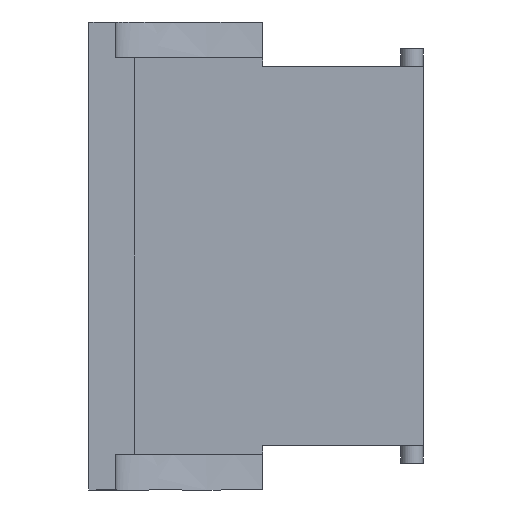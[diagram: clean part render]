
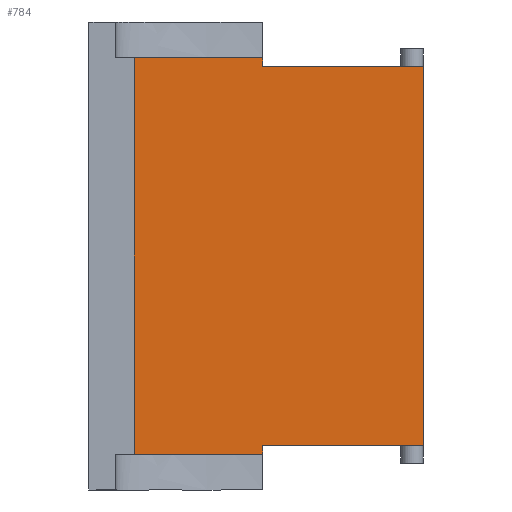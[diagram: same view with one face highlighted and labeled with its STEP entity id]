
A CAD part, left-side view. The second image highlights one B-rep face of the part: STEP entity #784.
In plain terms, the highlighted planar face has unit normal (-1, 0, 0).
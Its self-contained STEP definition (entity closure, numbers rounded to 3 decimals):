
#1 = LINE ( 'NONE', #150, #253 ) ;
#12 = EDGE_CURVE ( 'NONE', #1530, #1893, #1798, .T. ) ;
#94 = DIRECTION ( 'NONE',  ( 0., -1., 0. ) ) ;
#98 = DIRECTION ( 'NONE',  ( 0., -1., 0. ) ) ;
#134 = CARTESIAN_POINT ( 'NONE',  ( 5.519, 35.5, 52.5 ) ) ;
#150 = CARTESIAN_POINT ( 'NONE',  ( 5.519, 31.5, 52.5 ) ) ;
#179 = LINE ( 'NONE', #2212, #763 ) ;
#198 = EDGE_CURVE ( 'NONE', #1165, #2405, #1391, .T. ) ;
#216 = CARTESIAN_POINT ( 'NONE',  ( 5.519, 31.5, -52.5 ) ) ;
#228 = CARTESIAN_POINT ( 'NONE',  ( 5.519, 31.5, -44.5 ) ) ;
#236 = EDGE_CURVE ( 'NONE', #1797, #2138, #2129, .T. ) ;
#253 = VECTOR ( 'NONE', #2029, 1000. ) ;
#261 = ORIENTED_EDGE ( 'NONE', *, *, #842, .F. ) ;
#282 = VECTOR ( 'NONE', #2328, 1000. ) ;
#290 = CARTESIAN_POINT ( 'NONE',  ( 5.519, 31.5, 44.5 ) ) ;
#319 = AXIS2_PLACEMENT_3D ( 'NONE', #402, #2113, #1141 ) ;
#357 = VECTOR ( 'NONE', #1041, 1000. ) ;
#402 = CARTESIAN_POINT ( 'NONE',  ( 5.519, -37.5, -52.575 ) ) ;
#415 = CARTESIAN_POINT ( 'NONE',  ( 5.519, -1.5, -44.5 ) ) ;
#420 = VERTEX_POINT ( 'NONE', #626 ) ;
#433 = ORIENTED_EDGE ( 'NONE', *, *, #12, .F. ) ;
#436 = VERTEX_POINT ( 'NONE', #1956 ) ;
#460 = CARTESIAN_POINT ( 'NONE',  ( 5.519, -37.5, -52.575 ) ) ;
#471 = CARTESIAN_POINT ( 'NONE',  ( 5.519, -37.5, -42.5 ) ) ;
#546 = ORIENTED_EDGE ( 'NONE', *, *, #1118, .F. ) ;
#572 = ORIENTED_EDGE ( 'NONE', *, *, #2350, .F. ) ;
#626 = CARTESIAN_POINT ( 'NONE',  ( 5.519, -1.5, -44.5 ) ) ;
#630 = VERTEX_POINT ( 'NONE', #1627 ) ;
#727 = EDGE_CURVE ( 'NONE', #420, #811, #2085, .T. ) ;
#751 = ORIENTED_EDGE ( 'NONE', *, *, #727, .F. ) ;
#763 = VECTOR ( 'NONE', #2013, 1000. ) ;
#765 = EDGE_CURVE ( 'NONE', #811, #436, #1157, .T. ) ;
#784 = ADVANCED_FACE ( 'NONE', ( #2096 ), #1556, .F. ) ;
#801 = VECTOR ( 'NONE', #1190, 1000. ) ;
#811 = VERTEX_POINT ( 'NONE', #228 ) ;
#842 = EDGE_CURVE ( 'NONE', #2250, #1797, #2170, .T. ) ;
#885 = CARTESIAN_POINT ( 'NONE',  ( 5.519, -37.5, -52.5 ) ) ;
#923 = ORIENTED_EDGE ( 'NONE', *, *, #236, .F. ) ;
#1002 = ORIENTED_EDGE ( 'NONE', *, *, #198, .T. ) ;
#1011 = LINE ( 'NONE', #1576, #1542 ) ;
#1041 = DIRECTION ( 'NONE',  ( 0., -1., 0. ) ) ;
#1055 = ORIENTED_EDGE ( 'NONE', *, *, #765, .F. ) ;
#1116 = DIRECTION ( 'NONE',  ( 0., 1., 0. ) ) ;
#1118 = EDGE_CURVE ( 'NONE', #1165, #630, #1233, .T. ) ;
#1141 = DIRECTION ( 'NONE',  ( 0., 0., -1. ) ) ;
#1156 = EDGE_CURVE ( 'NONE', #1893, #1961, #1011, .T. ) ;
#1157 = LINE ( 'NONE', #216, #801 ) ;
#1165 = VERTEX_POINT ( 'NONE', #471 ) ;
#1190 = DIRECTION ( 'NONE',  ( 0., 0., -1. ) ) ;
#1208 = EDGE_CURVE ( 'NONE', #1961, #2405, #1243, .T. ) ;
#1233 = LINE ( 'NONE', #2189, #2415 ) ;
#1236 = EDGE_LOOP ( 'NONE', ( #2180, #433, #2413, #923, #261, #1968, #1055, #751, #572, #546, #1002, #1308 ) ) ;
#1243 = LINE ( 'NONE', #2374, #1615 ) ;
#1246 = DIRECTION ( 'NONE',  ( 0., 0., 1. ) ) ;
#1308 = ORIENTED_EDGE ( 'NONE', *, *, #1208, .F. ) ;
#1355 = CARTESIAN_POINT ( 'NONE',  ( 5.519, -37.5, 52.5 ) ) ;
#1391 = LINE ( 'NONE', #460, #282 ) ;
#1406 = CARTESIAN_POINT ( 'NONE',  ( 5.519, 35.5, -52.5 ) ) ;
#1409 = CARTESIAN_POINT ( 'NONE',  ( 5.519, 35.5, -52.575 ) ) ;
#1420 = VECTOR ( 'NONE', #94, 1000. ) ;
#1522 = DIRECTION ( 'NONE',  ( 0., 1., 0. ) ) ;
#1530 = VERTEX_POINT ( 'NONE', #290 ) ;
#1542 = VECTOR ( 'NONE', #1767, 1000. ) ;
#1556 = PLANE ( 'NONE',  #319 ) ;
#1576 = CARTESIAN_POINT ( 'NONE',  ( 5.519, -1.5, 52.5 ) ) ;
#1615 = VECTOR ( 'NONE', #98, 1000. ) ;
#1618 = VECTOR ( 'NONE', #1116, 1000. ) ;
#1627 = CARTESIAN_POINT ( 'NONE',  ( 5.519, -1.5, -42.5 ) ) ;
#1647 = CARTESIAN_POINT ( 'NONE',  ( 5.519, -37.5, 42.5 ) ) ;
#1679 = LINE ( 'NONE', #885, #1618 ) ;
#1756 = DIRECTION ( 'NONE',  ( 0., 1., 0. ) ) ;
#1767 = DIRECTION ( 'NONE',  ( 0., 0., -1. ) ) ;
#1797 = VERTEX_POINT ( 'NONE', #134 ) ;
#1798 = LINE ( 'NONE', #1834, #357 ) ;
#1834 = CARTESIAN_POINT ( 'NONE',  ( 5.519, -1.5, 44.5 ) ) ;
#1886 = EDGE_CURVE ( 'NONE', #436, #2250, #1679, .T. ) ;
#1893 = VERTEX_POINT ( 'NONE', #2075 ) ;
#1956 = CARTESIAN_POINT ( 'NONE',  ( 5.519, 31.5, -52.5 ) ) ;
#1961 = VERTEX_POINT ( 'NONE', #2058 ) ;
#1968 = ORIENTED_EDGE ( 'NONE', *, *, #1886, .F. ) ;
#2013 = DIRECTION ( 'NONE',  ( 0., 0., -1. ) ) ;
#2029 = DIRECTION ( 'NONE',  ( 0., 0., -1. ) ) ;
#2058 = CARTESIAN_POINT ( 'NONE',  ( 5.519, -1.5, 42.5 ) ) ;
#2075 = CARTESIAN_POINT ( 'NONE',  ( 5.519, -1.5, 44.5 ) ) ;
#2085 = LINE ( 'NONE', #415, #2376 ) ;
#2096 = FACE_OUTER_BOUND ( 'NONE', #1236, .T. ) ;
#2111 = CARTESIAN_POINT ( 'NONE',  ( 5.519, 31.5, 52.5 ) ) ;
#2113 = DIRECTION ( 'NONE',  ( 1., 0., 0. ) ) ;
#2129 = LINE ( 'NONE', #1355, #1420 ) ;
#2138 = VERTEX_POINT ( 'NONE', #2111 ) ;
#2170 = LINE ( 'NONE', #1409, #2216 ) ;
#2180 = ORIENTED_EDGE ( 'NONE', *, *, #1156, .F. ) ;
#2189 = CARTESIAN_POINT ( 'NONE',  ( 5.519, -37.5, -42.5 ) ) ;
#2212 = CARTESIAN_POINT ( 'NONE',  ( 5.519, -1.5, 52.5 ) ) ;
#2216 = VECTOR ( 'NONE', #1246, 1000. ) ;
#2250 = VERTEX_POINT ( 'NONE', #1406 ) ;
#2328 = DIRECTION ( 'NONE',  ( 0., 0., 1. ) ) ;
#2350 = EDGE_CURVE ( 'NONE', #630, #420, #179, .T. ) ;
#2365 = EDGE_CURVE ( 'NONE', #2138, #1530, #1, .T. ) ;
#2374 = CARTESIAN_POINT ( 'NONE',  ( 5.519, -37.5, 42.5 ) ) ;
#2376 = VECTOR ( 'NONE', #1522, 1000. ) ;
#2405 = VERTEX_POINT ( 'NONE', #1647 ) ;
#2413 = ORIENTED_EDGE ( 'NONE', *, *, #2365, .F. ) ;
#2415 = VECTOR ( 'NONE', #1756, 1000. ) ;
